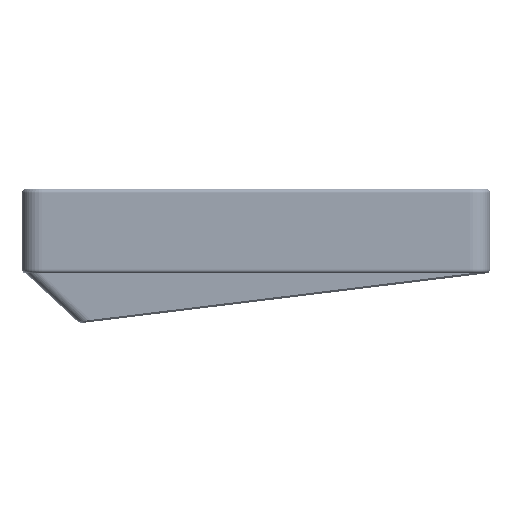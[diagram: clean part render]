
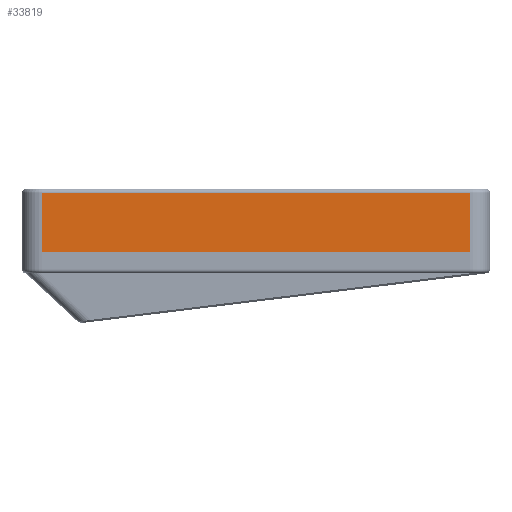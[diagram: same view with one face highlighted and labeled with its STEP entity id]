
A CAD part, left-side view. The second image highlights one B-rep face of the part: STEP entity #33819.
In plain terms, the highlighted planar face has unit normal (-1, 0, 0).
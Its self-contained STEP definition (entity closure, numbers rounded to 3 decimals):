
#2901=FACE_OUTER_BOUND('',#4890,.T.);
#4890=EDGE_LOOP('',(#27990,#27991,#27992,#27993));
#8821=LINE('',#54074,#12586);
#8894=LINE('',#54351,#12659);
#8962=LINE('',#54589,#12727);
#8964=LINE('',#54592,#12729);
#12586=VECTOR('',#43166,10.);
#12659=VECTOR('',#43431,10.);
#12727=VECTOR('',#43699,10.);
#12729=VECTOR('',#43703,10.);
#15946=VERTEX_POINT('',#54071);
#15947=VERTEX_POINT('',#54073);
#16054=VERTEX_POINT('',#54346);
#16055=VERTEX_POINT('',#54350);
#20017=EDGE_CURVE('',#15947,#15946,#8821,.T.);
#20151=EDGE_CURVE('',#16054,#16055,#8894,.T.);
#20266=EDGE_CURVE('',#15947,#16054,#8962,.T.);
#20268=EDGE_CURVE('',#16055,#15946,#8964,.T.);
#27990=ORIENTED_EDGE('',*,*,#20017,.T.);
#27991=ORIENTED_EDGE('',*,*,#20268,.F.);
#27992=ORIENTED_EDGE('',*,*,#20151,.F.);
#27993=ORIENTED_EDGE('',*,*,#20266,.F.);
#32274=PLANE('',#36480);
#33819=ADVANCED_FACE('',(#2901),#32274,.T.);
#36480=AXIS2_PLACEMENT_3D('',#54591,#43701,#43702);
#43166=DIRECTION('',(0.,0.,1.));
#43431=DIRECTION('',(0.,0.,1.));
#43699=DIRECTION('',(0.,1.,0.));
#43701=DIRECTION('center_axis',(-1.,0.,0.));
#43702=DIRECTION('ref_axis',(0.,0.,1.));
#43703=DIRECTION('',(0.,-1.,0.));
#54071=CARTESIAN_POINT('',(-148.125,-8.5,52.875));
#54073=CARTESIAN_POINT('',(-148.125,-8.5,-52.875));
#54074=CARTESIAN_POINT('',(-148.125,-8.5,-28.938));
#54346=CARTESIAN_POINT('',(-148.125,6.,-52.875));
#54350=CARTESIAN_POINT('',(-148.125,6.,52.875));
#54351=CARTESIAN_POINT('',(-148.125,6.,-28.938));
#54589=CARTESIAN_POINT('',(-148.125,0.,-52.875));
#54591=CARTESIAN_POINT('Origin',(-148.125,0.,-57.875));
#54592=CARTESIAN_POINT('',(-148.125,0.,52.875));
